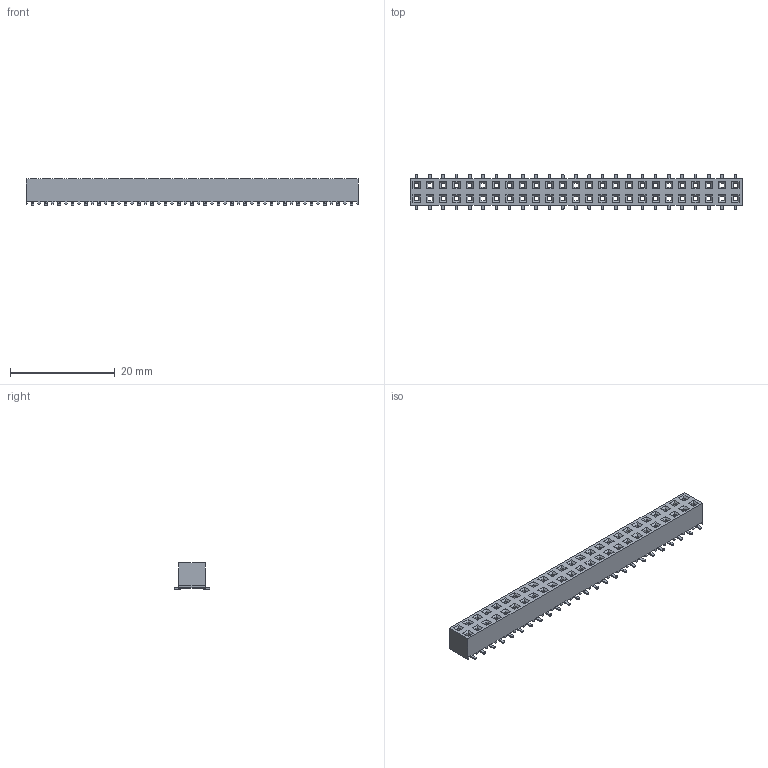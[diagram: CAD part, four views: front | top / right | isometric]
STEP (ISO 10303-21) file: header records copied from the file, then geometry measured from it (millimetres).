
FILE_DESCRIPTION(/* description */ (''),/* implementation_level */ '2;1');
FILE_NAME(/* name */ '966250-2000-XX-XX',/* time_stamp */ '2007-06-15T14:24:41+02:00',/* author */ (''),/* organization */ (''),/* preprocessor_version */ 'ST-DEVELOPER v9',/* originating_system */ 'UGS - NX 3.0',/* authorisation */ '');
FILE_SCHEMA (('AUTOMOTIVE_DESIGN { 1 0 10303 214 1 1 1 1 }'));
Length unit declared in the file: millimetre
Products named in the file (1): 966250-2000-XX-XX
Bounding box: 63.5 x 6.7 x 5 mm (x, y, z)
Volume: 1084.3 mm3; surface area: 2473.4 mm2
Topology: 1 solids, 1 shells, 1306 faces, 3562 edges, 2308 vertices
Faces by surface type: plane 1106, cylinder 200
Entity records: 40730 total; most frequent: CARTESIAN_POINT 7177, ORIENTED_EDGE 7124, DIRECTION 6576, EDGE_CURVE 3562, LINE 3162, VECTOR 3162, VERTEX_POINT 2308, AXIS2_PLACEMENT_3D 1707
